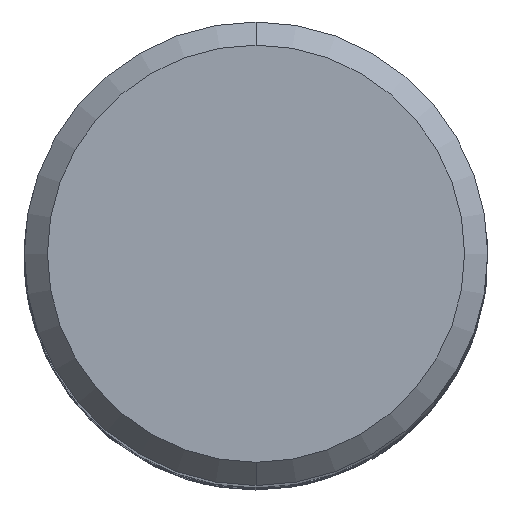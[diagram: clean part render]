
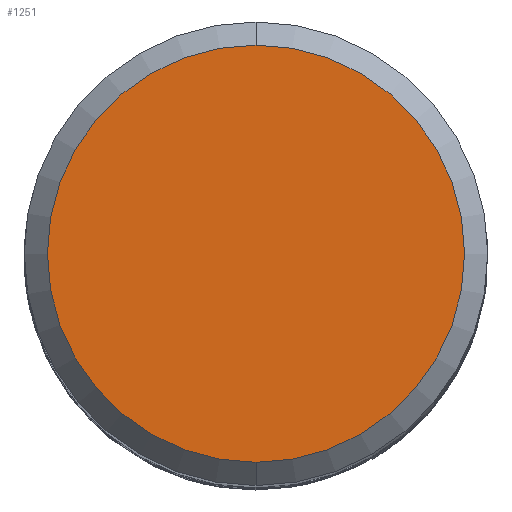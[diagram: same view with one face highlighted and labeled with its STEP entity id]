
A CAD part, top view. The second image highlights one B-rep face of the part: STEP entity #1251.
In plain terms, the highlighted planar face has unit normal (0, 0, 1).
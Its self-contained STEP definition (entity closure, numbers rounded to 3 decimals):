
#845=VERTEX_POINT('',#1832);
#881=EDGE_CURVE('',#845,#1345,#1869,.T.);
#1251=ADVANCED_FACE('',(#2273),#2274,.T.);
#1305=EDGE_CURVE('',#1345,#845,#2332,.T.);
#1345=VERTEX_POINT('',#2374);
#1832=CARTESIAN_POINT('',(0.0,9.0,0.0));
#1869=CIRCLE('',#9776,9.0);
#2273=FACE_OUTER_BOUND('',#16417,.T.);
#2274=PLANE('',#16418);
#2332=CIRCLE('',#16743,9.0);
#2374=CARTESIAN_POINT('',(0.,-9.0,0.0));
#9776=AXIS2_PLACEMENT_3D('',#20205,#20206,#20207);
#16417=EDGE_LOOP('',(#20592,#20593));
#16418=AXIS2_PLACEMENT_3D('',#20594,#20595,#20596);
#16743=AXIS2_PLACEMENT_3D('',#20647,#20648,#20649);
#20205=CARTESIAN_POINT('',(0.0,0.0,0.0));
#20206=DIRECTION('',(0.0,0.0,-1.0));
#20207=DIRECTION('',(0.0,1.0,0.0));
#20592=ORIENTED_EDGE('',*,*,#881,.F.);
#20593=ORIENTED_EDGE('',*,*,#1305,.F.);
#20594=CARTESIAN_POINT('',(0.0,4.5,0.0));
#20595=DIRECTION('',(-0.0,0.0,1.0));
#20596=DIRECTION('',(0.0,-1.0,0.0));
#20647=CARTESIAN_POINT('',(0.0,0.0,0.0));
#20648=DIRECTION('',(0.0,0.0,-1.0));
#20649=DIRECTION('',(0.0,1.0,0.0));
